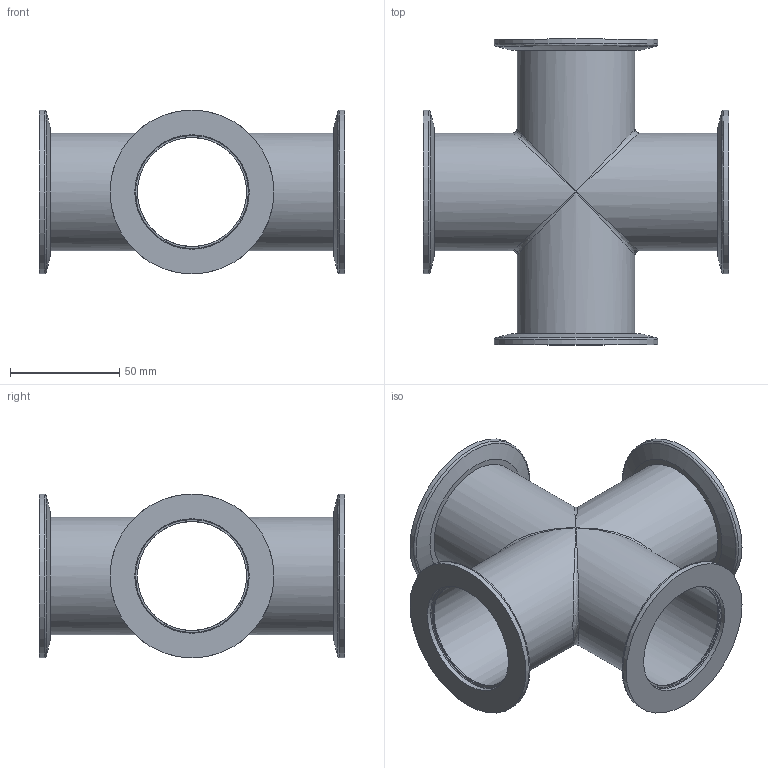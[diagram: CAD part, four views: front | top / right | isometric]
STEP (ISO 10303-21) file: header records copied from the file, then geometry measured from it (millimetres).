
FILE_DESCRIPTION (( 'STEP AP214' ), '1' );
FILE_NAME ('FULLVAC X41KF50.STEP', '2019-04-11T12:17:09', ( '' ), ( '' ), 'SwSTEP 2.0', 'SolidWorks 2017', '' );
FILE_SCHEMA (( 'AUTOMOTIVE_DESIGN' ));
Length unit declared in the file: millimetre
Products named in the file (3): FULLVAC X41KF50; 1^FULLVAC X41KF50; 2^FULLVAC X41KF50
Assembly tree (5 placements, depth 2):
  FULLVAC X41KF50
    1^FULLVAC X41KF50
    2^FULLVAC X41KF50  x4
Bounding box: 140 x 140 x 75 mm (x, y, z)
Volume: 104442.5 mm3; surface area: 93507.3 mm2
Topology: 5 solids, 5 shells, 64 faces, 136 edges, 72 vertices
Faces by surface type: cylinder 24, plane 20, bspline 16, cone 4
Full cylindrical faces by diameter (mm): 50 x8, 52.4 x4, 54 x4, 54.1 x4, 75 x4
Entity records: 5280 total; most frequent: CARTESIAN_POINT 4353, DIRECTION 94, ORIENTED_EDGE 70, EDGE_LOOP 54, AXIS2_PLACEMENT_3D 47, FACE_OUTER_BOUND 45, UNCERTAINTY_MEASURE_WITH_UNIT 38, SURFACE_STYLE_FILL_AREA 35
